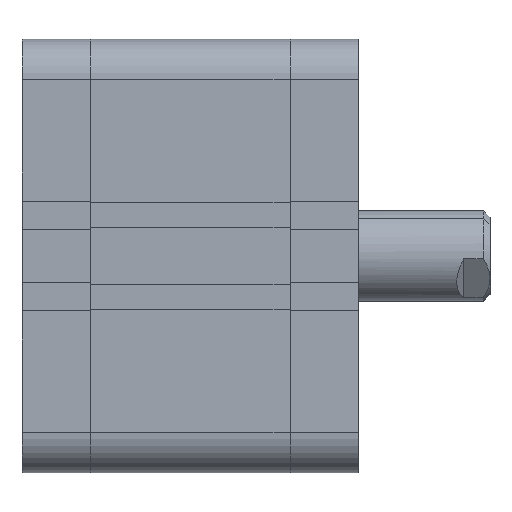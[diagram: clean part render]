
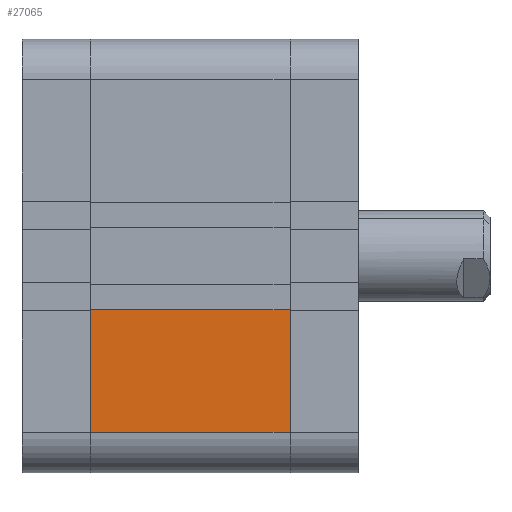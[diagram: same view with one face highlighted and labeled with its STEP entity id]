
A CAD part, front view. The second image highlights one B-rep face of the part: STEP entity #27065.
In plain terms, the highlighted planar face has unit normal (0, -1, 0).
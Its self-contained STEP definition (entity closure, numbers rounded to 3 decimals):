
#1095 = ORIENTED_EDGE ( 'NONE', *, *, #13299, .T. ) ;
#2709 = VECTOR ( 'NONE', #3122, 1000. ) ;
#3122 = DIRECTION ( 'NONE',  ( 0., 0., -1. ) ) ;
#5475 = EDGE_LOOP ( 'NONE', ( #12163, #30658, #1095, #33977 ) ) ;
#6245 = CARTESIAN_POINT ( 'NONE',  ( 44., -47.75, -38.75 ) ) ;
#8225 = DIRECTION ( 'NONE',  ( 0., 0., -1. ) ) ;
#8796 = LINE ( 'NONE', #32343, #32905 ) ;
#9927 = EDGE_CURVE ( 'NONE', #31741, #28587, #17790, .T. ) ;
#11679 = VECTOR ( 'NONE', #21410, 1000. ) ;
#11939 = VECTOR ( 'NONE', #14504, 1000. ) ;
#12163 = ORIENTED_EDGE ( 'NONE', *, *, #30051, .T. ) ;
#12523 = CARTESIAN_POINT ( 'NONE',  ( 44.001, -47.75, -11.8 ) ) ;
#13022 = EDGE_CURVE ( 'NONE', #14250, #28654, #8796, .T. ) ;
#13299 = EDGE_CURVE ( 'NONE', #28654, #28587, #26666, .T. ) ;
#14250 = VERTEX_POINT ( 'NONE', #38078 ) ;
#14504 = DIRECTION ( 'NONE',  ( 1., 0., 0. ) ) ;
#15145 = CARTESIAN_POINT ( 'NONE',  ( 44., -47.75, -11.8 ) ) ;
#17790 = LINE ( 'NONE', #23591, #2709 ) ;
#20300 = AXIS2_PLACEMENT_3D ( 'NONE', #37016, #31968, #31779 ) ;
#21410 = DIRECTION ( 'NONE',  ( -1., 0., 0. ) ) ;
#23591 = CARTESIAN_POINT ( 'NONE',  ( 44., -47.75, -47.75 ) ) ;
#25255 = PLANE ( 'NONE',  #20300 ) ;
#26283 = CARTESIAN_POINT ( 'NONE',  ( 44., -47.75, -38.75 ) ) ;
#26666 = LINE ( 'NONE', #26283, #11939 ) ;
#27065 = ADVANCED_FACE ( 'NONE', ( #28335 ), #25255, .F. ) ;
#28335 = FACE_OUTER_BOUND ( 'NONE', #5475, .T. ) ;
#28587 = VERTEX_POINT ( 'NONE', #6245 ) ;
#28654 = VERTEX_POINT ( 'NONE', #35598 ) ;
#30051 = EDGE_CURVE ( 'NONE', #31741, #14250, #33377, .T. ) ;
#30658 = ORIENTED_EDGE ( 'NONE', *, *, #13022, .T. ) ;
#31741 = VERTEX_POINT ( 'NONE', #15145 ) ;
#31779 = DIRECTION ( 'NONE',  ( 0., 0., 1. ) ) ;
#31968 = DIRECTION ( 'NONE',  ( 0., 1., 0. ) ) ;
#32343 = CARTESIAN_POINT ( 'NONE',  ( 0., -47.75, -47.75 ) ) ;
#32905 = VECTOR ( 'NONE', #8225, 1000. ) ;
#33377 = LINE ( 'NONE', #12523, #11679 ) ;
#33977 = ORIENTED_EDGE ( 'NONE', *, *, #9927, .F. ) ;
#35598 = CARTESIAN_POINT ( 'NONE',  ( 0., -47.75, -38.75 ) ) ;
#37016 = CARTESIAN_POINT ( 'NONE',  ( 44., -47.75, -47.75 ) ) ;
#38078 = CARTESIAN_POINT ( 'NONE',  ( 0., -47.75, -11.8 ) ) ;
